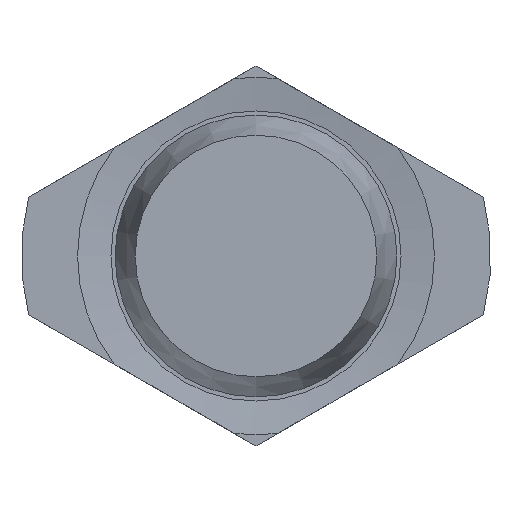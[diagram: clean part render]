
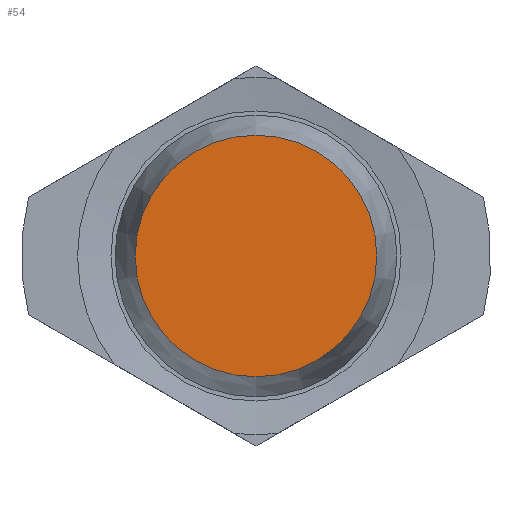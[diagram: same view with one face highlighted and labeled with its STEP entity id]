
A CAD part, front view. The second image highlights one B-rep face of the part: STEP entity #54.
In plain terms, the highlighted planar face has unit normal (0, -1, 0).
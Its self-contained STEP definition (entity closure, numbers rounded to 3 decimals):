
#54 = ADVANCED_FACE( '', ( #118 ), #119, .F. );
#118 = FACE_OUTER_BOUND( '', #193, .T. );
#119 = PLANE( '', #194 );
#193 = EDGE_LOOP( '', ( #285 ) );
#194 = AXIS2_PLACEMENT_3D( '', #286, #287, #288 );
#285 = ORIENTED_EDGE( '', *, *, #401, .T. );
#286 = CARTESIAN_POINT( '', ( 2.571, -9., 0. ) );
#287 = DIRECTION( '', ( 0., 1., 0. ) );
#288 = DIRECTION( '', ( 0., 0., 1. ) );
#401 = EDGE_CURVE( '', #459, #459, #460, .T. );
#459 = VERTEX_POINT( '', #545 );
#460 = CIRCLE( '', #546, 2.571 );
#545 = CARTESIAN_POINT( '', ( 0., -9., -2.571 ) );
#546 = AXIS2_PLACEMENT_3D( '', #760, #761, #762 );
#760 = CARTESIAN_POINT( '', ( 0., -9., 0. ) );
#761 = DIRECTION( '', ( 0., -1., 0. ) );
#762 = DIRECTION( '', ( 0., 0., -1. ) );
